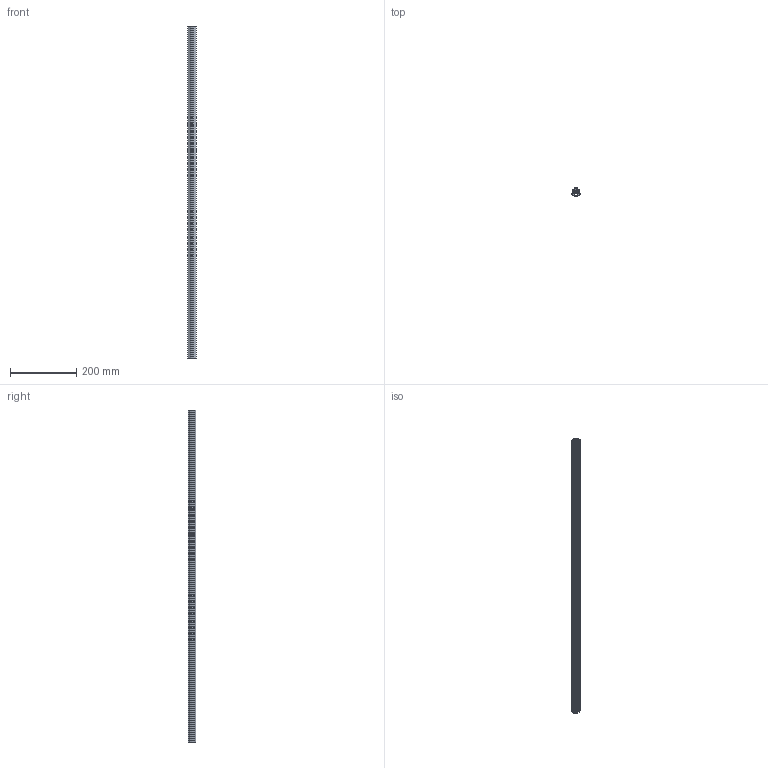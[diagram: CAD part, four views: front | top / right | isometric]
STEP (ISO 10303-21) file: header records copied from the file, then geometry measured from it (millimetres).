
FILE_DESCRIPTION (( 'STEP AP214' ), '1' );
FILE_NAME ('A19_5020-06.STEP', '2025-06-12T06:21:57', ( '' ), ( '' ), 'SwSTEP 2.0', 'SolidWorks 2019', '' );
FILE_SCHEMA (( 'AUTOMOTIVE_DESIGN' ));
Length unit declared in the file: millimetre
Products named in the file (1): A19_5020-06
Bounding box: 25 x 23.55 x 1000 mm (x, y, z)
Volume: 175075.6 mm3; surface area: 217796.7 mm2
Topology: 1 solids, 1 shells, 128 faces, 378 edges, 252 vertices
Faces by surface type: plane 72, cylinder 56
Entity records: 4348 total; most frequent: CARTESIAN_POINT 759, ORIENTED_EDGE 756, DIRECTION 748, EDGE_CURVE 378, LINE 266, VECTOR 266, VERTEX_POINT 252, AXIS2_PLACEMENT_3D 241
